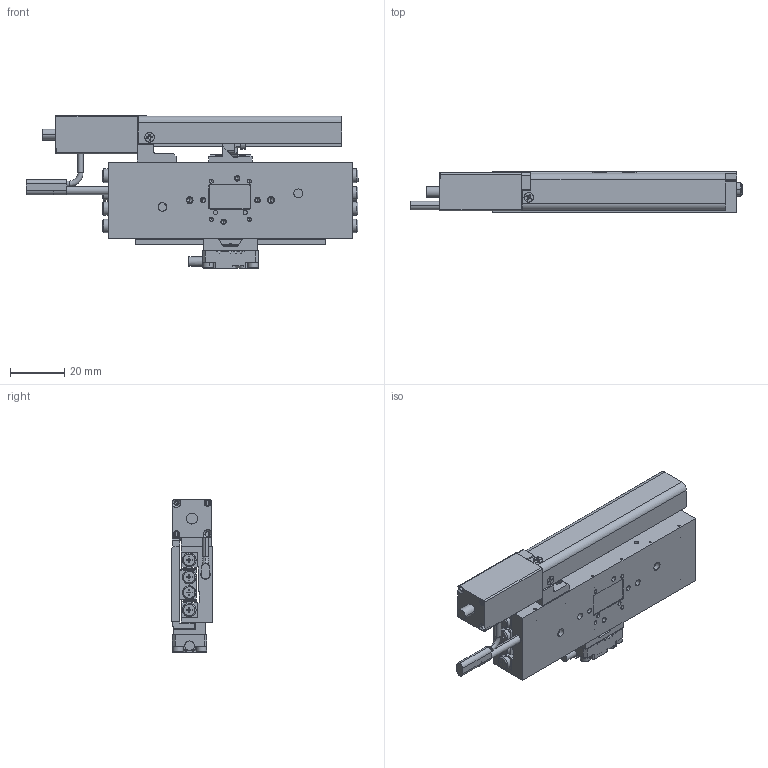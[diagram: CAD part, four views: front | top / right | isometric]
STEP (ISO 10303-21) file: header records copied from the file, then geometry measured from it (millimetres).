
FILE_DESCRIPTION (( 'STEP AP214' ), '1' );
FILE_NAME ('PPS-28-23210.STEP', '2023-08-08T16:53:53', ( '' ), ( '' ), 'SwSTEP 2.0', 'SolidWorks 2023', '' );
FILE_SCHEMA (( 'AUTOMOTIVE_DESIGN' ));
Length unit declared in the file: millimetre
Products named in the file (27): Dowel Pin, M-DIN_M01 x 004; Screw, SHCS-S, M-DIN._M1.6 x 0.35 x 06mm; 430718 PPS-28 Leadscrew Nut Bracket, Sanyo Motor; Set Screw, Cup-H, E-ASME_E1-72 x 1''16; PPS-20, Scale Bracket, Renishaw Atom, RCLC, RKLF, Master Part_70mm; NB Slide Way SVW 2000 Rail_SVW 2090; NB Slide Way SVW 2000 Cage_SVW 2090-16Z; SCREW, MS-PPH, M-JCIS_M1.6 x 0.35 x 4mm; Limit Switch and Motor Cable; 130221 Leadscrew Nut, PPS-20SM, Kozak M3x0.2mm; 110182 Sanyo motor 14mm_shortened shaft; SCREW, SHCS-S, M-DIN_M2 x 0.4 x 06mm; 130161 Bearing, NB, Slide Way, SVW 2000_SVW 2090-16Z (Rigid at Center); PPS-28-23210; SCREW, MS-PPH, M-JCIS_M2.5 x 0.45 x 6mm; SCREW, MS-PFH, E-NR_1-72 x 1''8in; SCREW, MS-PPH, M-JCIS_M1.6 x 0.35 x 5mm; 430438 PPS 28, Back Cover, NJ8x13; 110212 Encoder Head, Renishaw Atom, Atmospheric_Demo; 431420 PPS-20, Encoder Bracket, Renishaw Atom, RKLF, Tape Scale; SCREW, SHCS-F, M-DIN_M3 x 0.5 x 06mm; 430719 PPS-20 & 28 Leadscrew Cover, Sanyo Motor_PPS-20, 80mm; PPS-28, 90mm; 130221 Leadscrew, Standard Shaft, M3x0.2_64mm; 430717 PPS-28 Stepper Motor Bracket, Sanyo Motor; PPS-28, Carriage, Master Part_90; NB Slide Way SVW 2000 Center Way_SVW 2090; PPS-28, Base, Master Part_90mm, 2 motors, No ears
Assembly tree (60 placements, depth 3):
  PPS-28-23210
    PPS-28, Base, Master Part_90mm, 2 motors, No ears
    430438 PPS 28, Back Cover, NJ8x13
    PPS-28, Carriage, Master Part_90
    SCREW, SHCS-F, M-DIN_M3 x 0.5 x 06mm  x6
    130161 Bearing, NB, Slide Way, SVW 2000_SVW 2090-16Z (Rigid at Center)
      NB Slide Way SVW 2000 Rail_SVW 2090  x2
      NB Slide Way SVW 2000 Center Way_SVW 2090
      NB Slide Way SVW 2000 Cage_SVW 2090-16Z  x2
    SCREW, MS-PPH, M-JCIS_M2.5 x 0.45 x 6mm  x12
    Set Screw, Cup-H, E-ASME_E1-72 x 1''16  x6
    130221 Leadscrew Nut, PPS-20SM, Kozak M3x0.2mm
    130221 Leadscrew, Standard Shaft, M3x0.2_64mm
    430719 PPS-20 & 28 Leadscrew Cover, Sanyo Motor_PPS-20, 80mm; PPS-28, 90mm
    SCREW, MS-PFH, E-NR_1-72 x 1''8in  x3
    SCREW, MS-PPH, M-JCIS_M1.6 x 0.35 x 5mm  x2
    430717 PPS-28 Stepper Motor Bracket, Sanyo Motor
    110182 Sanyo motor 14mm_shortened shaft
    430718 PPS-28 Leadscrew Nut Bracket, Sanyo Motor
    SCREW, SHCS-S, M-DIN_M2 x 0.4 x 06mm  x5
    110212 Encoder Head, Renishaw Atom, Atmospheric_Demo
    431420 PPS-20, Encoder Bracket, Renishaw Atom, RKLF, Tape Scale
    PPS-20, Scale Bracket, Renishaw Atom, RCLC, RKLF, Master Part_70mm
    Dowel Pin, M-DIN_M01 x 004  x2
    Screw, SHCS-S, M-DIN._M1.6 x 0.35 x 06mm  x2
    SCREW, MS-PPH, M-JCIS_M1.6 x 0.35 x 4mm  x3
    Limit Switch and Motor Cable
Bounding box: 122.25 x 15 x 56.25 mm (x, y, z)
Volume: 45662.1 mm3; surface area: 44946.4 mm2
Topology: 61 solids, 61 shells, 2796 faces, 7042 edges, 4377 vertices
Faces by surface type: plane 1215, cylinder 935, cone 448, torus 160, bspline 38
Entity records: 54509 total; most frequent: CARTESIAN_POINT 12038, DIRECTION 8672, ORIENTED_EDGE 8604, EDGE_CURVE 4302, AXIS2_PLACEMENT_3D 3126, VERTEX_POINT 2787, VECTOR 2420, LINE 2420
